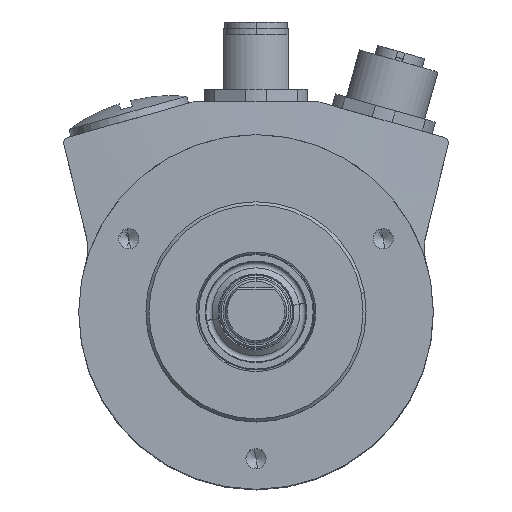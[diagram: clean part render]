
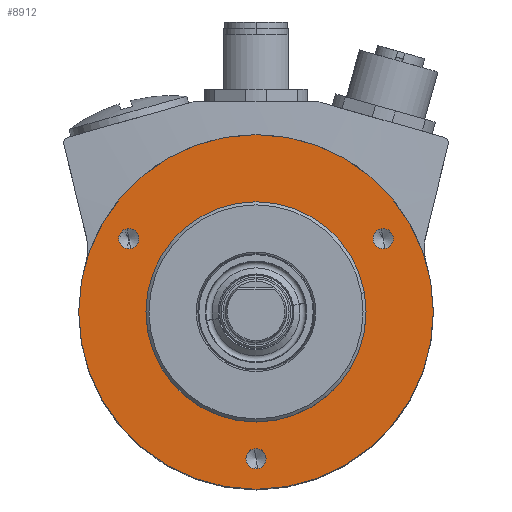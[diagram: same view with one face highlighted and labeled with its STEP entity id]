
A CAD part, top view. The second image highlights one B-rep face of the part: STEP entity #8912.
In plain terms, the highlighted planar face has unit normal (0, 0, 1).
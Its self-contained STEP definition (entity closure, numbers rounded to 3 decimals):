
#342=CARTESIAN_POINT('',(0.,0.,20.5));
#343=DIRECTION('',(0.,0.,1.));
#344=DIRECTION('',(-0.985,-0.174,0.));
#345=AXIS2_PLACEMENT_3D('',#342,#343,#344);
#378=CARTESIAN_POINT('',(0.,0.,20.5));
#379=DIRECTION('',(0.,0.,1.));
#380=DIRECTION('',(0.985,0.174,0.));
#381=AXIS2_PLACEMENT_3D('',#378,#379,#380);
#383=CARTESIAN_POINT('',(0.,0.,20.5));
#384=DIRECTION('',(0.,0.,-1.));
#385=DIRECTION('',(0.985,0.174,0.));
#386=AXIS2_PLACEMENT_3D('',#383,#384,#385);
#388=CARTESIAN_POINT('',(0.,-24.,20.5));
#389=DIRECTION('',(0.,0.,1.));
#390=DIRECTION('',(-0.174,0.985,0.));
#391=AXIS2_PLACEMENT_3D('',#388,#389,#390);
#393=CARTESIAN_POINT('',(0.,-24.,20.5));
#394=DIRECTION('',(0.,0.,1.));
#395=DIRECTION('',(0.174,-0.985,0.));
#396=AXIS2_PLACEMENT_3D('',#393,#394,#395);
#398=CARTESIAN_POINT('',(-20.785,12.,20.5));
#399=DIRECTION('',(0.,0.,1.));
#400=DIRECTION('',(-0.174,0.985,0.));
#401=AXIS2_PLACEMENT_3D('',#398,#399,#400);
#403=CARTESIAN_POINT('',(-20.785,12.,20.5));
#404=DIRECTION('',(0.,0.,1.));
#405=DIRECTION('',(0.174,-0.985,0.));
#406=AXIS2_PLACEMENT_3D('',#403,#404,#405);
#408=CARTESIAN_POINT('',(20.785,12.,20.5));
#409=DIRECTION('',(0.,0.,1.));
#410=DIRECTION('',(-0.174,0.985,0.));
#411=AXIS2_PLACEMENT_3D('',#408,#409,#410);
#413=CARTESIAN_POINT('',(20.785,12.,20.5));
#414=DIRECTION('',(0.,0.,1.));
#415=DIRECTION('',(0.174,-0.985,0.));
#416=AXIS2_PLACEMENT_3D('',#413,#414,#415);
#418=CARTESIAN_POINT('',(0.,0.,20.5));
#419=DIRECTION('',(0.,0.,1.));
#420=DIRECTION('',(0.985,0.174,0.));
#421=AXIS2_PLACEMENT_3D('',#418,#419,#420);
#8204=CARTESIAN_POINT('',(17.727,3.126,20.5));
#8205=CARTESIAN_POINT('',(-17.727,-3.126,20.5));
#8206=VERTEX_POINT('',#8204);
#8207=VERTEX_POINT('',#8205);
#8208=CARTESIAN_POINT('',(28.559,5.036,20.5));
#8209=CARTESIAN_POINT('',(-28.559,-5.036,20.5));
#8210=VERTEX_POINT('',#8208);
#8211=VERTEX_POINT('',#8209);
#8218=CARTESIAN_POINT('',(-0.287,-22.375,20.5));
#8219=VERTEX_POINT('',#8218);
#8220=CARTESIAN_POINT('',(0.287,-25.625,20.5));
#8221=VERTEX_POINT('',#8220);
#8228=CARTESIAN_POINT('',(-21.071,13.625,20.5));
#8229=VERTEX_POINT('',#8228);
#8230=CARTESIAN_POINT('',(-20.498,10.375,20.5));
#8231=VERTEX_POINT('',#8230);
#8238=CARTESIAN_POINT('',(20.498,13.625,20.5));
#8239=VERTEX_POINT('',#8238);
#8240=CARTESIAN_POINT('',(21.071,10.375,20.5));
#8241=VERTEX_POINT('',#8240);
#8878=CARTESIAN_POINT('',(0.,0.,20.5));
#8879=DIRECTION('',(0.,0.,1.));
#8880=DIRECTION('',(0.985,0.174,0.));
#8881=AXIS2_PLACEMENT_3D('',#8878,#8879,#8880);
#8882=PLANE('',#8881);
#8884=ORIENTED_EDGE('',*,*,#8883,.F.);
#8885=ORIENTED_EDGE('',*,*,#8863,.F.);
#8886=EDGE_LOOP('',(#8884,#8885));
#8887=FACE_OUTER_BOUND('',#8886,.F.);
#8889=ORIENTED_EDGE('',*,*,#8888,.T.);
#8891=ORIENTED_EDGE('',*,*,#8890,.F.);
#8892=EDGE_LOOP('',(#8889,#8891));
#8893=FACE_BOUND('',#8892,.F.);
#8895=ORIENTED_EDGE('',*,*,#8894,.T.);
#8897=ORIENTED_EDGE('',*,*,#8896,.T.);
#8898=EDGE_LOOP('',(#8895,#8897));
#8899=FACE_BOUND('',#8898,.F.);
#8901=ORIENTED_EDGE('',*,*,#8900,.T.);
#8903=ORIENTED_EDGE('',*,*,#8902,.T.);
#8904=EDGE_LOOP('',(#8901,#8903));
#8905=FACE_BOUND('',#8904,.F.);
#8907=ORIENTED_EDGE('',*,*,#8906,.T.);
#8909=ORIENTED_EDGE('',*,*,#8908,.T.);
#8910=EDGE_LOOP('',(#8907,#8909));
#8911=FACE_BOUND('',#8910,.F.);
#346=CIRCLE('',#345,29.);
#382=CIRCLE('',#381,18.);
#387=CIRCLE('',#386,18.);
#392=CIRCLE('',#391,1.65);
#397=CIRCLE('',#396,1.65);
#402=CIRCLE('',#401,1.65);
#407=CIRCLE('',#406,1.65);
#412=CIRCLE('',#411,1.65);
#417=CIRCLE('',#416,1.65);
#422=CIRCLE('',#421,29.);
#8863=EDGE_CURVE('',#8211,#8210,#346,.T.);
#8883=EDGE_CURVE('',#8210,#8211,#422,.T.);
#8888=EDGE_CURVE('',#8206,#8207,#382,.T.);
#8890=EDGE_CURVE('',#8206,#8207,#387,.T.);
#8894=EDGE_CURVE('',#8219,#8221,#392,.T.);
#8896=EDGE_CURVE('',#8221,#8219,#397,.T.);
#8900=EDGE_CURVE('',#8229,#8231,#402,.T.);
#8902=EDGE_CURVE('',#8231,#8229,#407,.T.);
#8906=EDGE_CURVE('',#8239,#8241,#412,.T.);
#8908=EDGE_CURVE('',#8241,#8239,#417,.T.);
#8912=ADVANCED_FACE('',(#8887,#8893,#8899,#8905,#8911),#8882,.T.);
